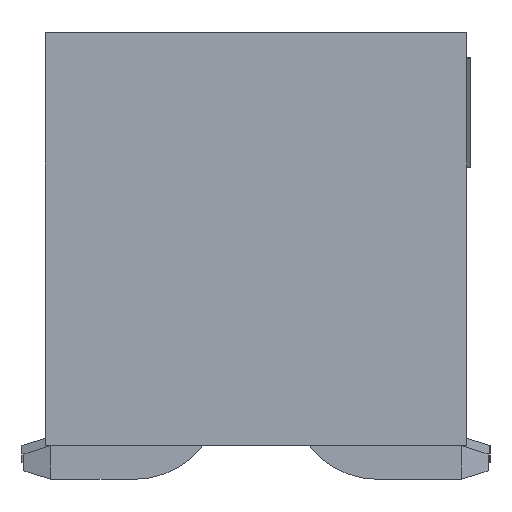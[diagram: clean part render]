
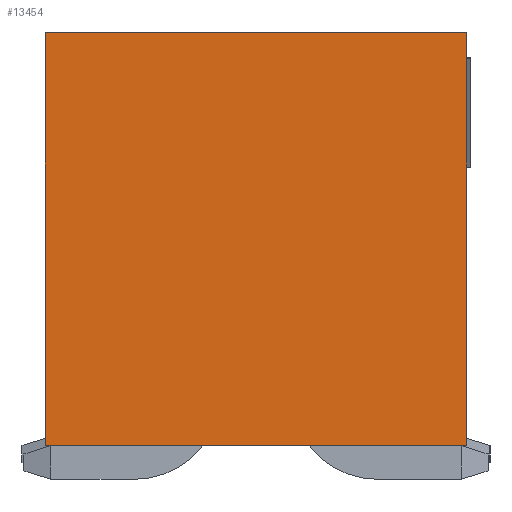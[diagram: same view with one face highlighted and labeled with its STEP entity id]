
A CAD part, left-side view. The second image highlights one B-rep face of the part: STEP entity #13454.
In plain terms, the highlighted planar face has unit normal (-1, 0, 0).
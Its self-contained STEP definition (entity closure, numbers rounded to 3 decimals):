
#2027=ORIENTED_EDGE('',*,*,#3911,.F.);
#2028=ORIENTED_EDGE('',*,*,#3884,.F.);
#2029=ORIENTED_EDGE('',*,*,#3113,.T.);
#2030=ORIENTED_EDGE('',*,*,#4160,.T.);
#3113=EDGE_CURVE('',#4570,#4569,#5509,.T.);
#3884=EDGE_CURVE('',#4570,#5110,#6280,.T.);
#3911=EDGE_CURVE('',#5110,#5117,#6307,.T.);
#4160=EDGE_CURVE('',#4569,#5117,#6556,.T.);
#4569=VERTEX_POINT('',#16721);
#4570=VERTEX_POINT('',#16723);
#5110=VERTEX_POINT('',#18244);
#5117=VERTEX_POINT('',#18279);
#5509=LINE('',#16722,#6961);
#6280=LINE('',#18243,#7732);
#6307=LINE('',#18278,#7759);
#6556=LINE('',#18774,#8008);
#6961=VECTOR('',#14208,1000.);
#7732=VECTOR('',#15399,1000.);
#7759=VECTOR('',#15428,1000.);
#8008=VECTOR('',#15807,1000.);
#8722=EDGE_LOOP('',(#2027,#2028,#2029,#2030));
#9244=FACE_BOUND('',#8722,.T.);
#9725=PLANE('',#13946);
#13454=ADVANCED_FACE('',(#9244),#9725,.T.);
#13946=AXIS2_PLACEMENT_3D('',#18775,#15808,#15809);
#14208=DIRECTION('',(0.,0.,1.));
#15399=DIRECTION('',(0.,1.,0.));
#15428=DIRECTION('',(0.,0.,1.));
#15807=DIRECTION('',(0.,1.,0.));
#15808=DIRECTION('',(-1.,0.,0.));
#15809=DIRECTION('',(0.,0.,1.));
#16721=CARTESIAN_POINT('',(-15.875,-2.5,2.45));
#16722=CARTESIAN_POINT('',(-15.875,-2.5,-2.45));
#16723=CARTESIAN_POINT('',(-15.875,-2.5,-2.45));
#18243=CARTESIAN_POINT('',(-15.875,-2.5,-2.45));
#18244=CARTESIAN_POINT('',(-15.875,2.5,-2.45));
#18278=CARTESIAN_POINT('',(-15.875,2.5,-2.45));
#18279=CARTESIAN_POINT('',(-15.875,2.5,2.45));
#18774=CARTESIAN_POINT('',(-15.875,-2.5,2.45));
#18775=CARTESIAN_POINT('',(-15.875,-2.5,-2.45));
